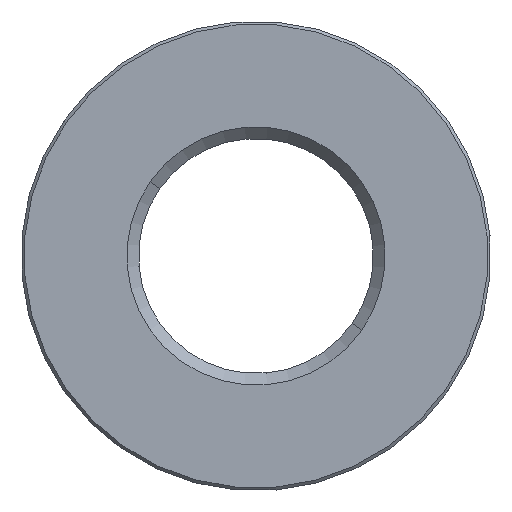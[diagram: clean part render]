
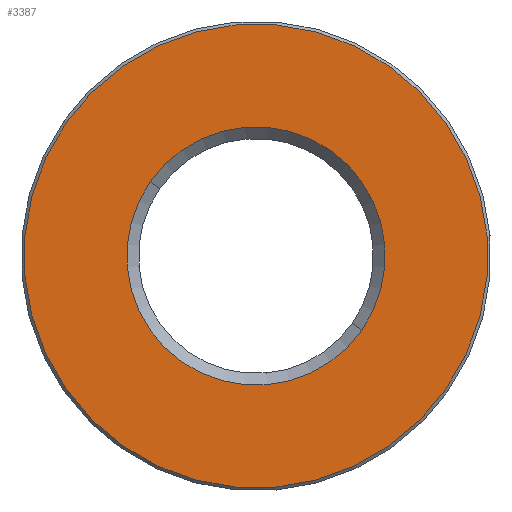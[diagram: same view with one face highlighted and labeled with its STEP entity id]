
A CAD part, front view. The second image highlights one B-rep face of the part: STEP entity #3387.
In plain terms, the highlighted planar face has unit normal (0, -1, 0).
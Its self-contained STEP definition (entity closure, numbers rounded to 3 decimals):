
#89 = FACE_BOUND ( 'NONE', #4351, .T. ) ;
#317 = CARTESIAN_POINT ( 'NONE',  ( 0., -5.25, 0. ) ) ;
#366 = ORIENTED_EDGE ( 'NONE', *, *, #3993, .T. ) ;
#857 = CARTESIAN_POINT ( 'NONE',  ( 0., -5.25, 0. ) ) ;
#1131 = VERTEX_POINT ( 'NONE', #3425 ) ;
#1352 = DIRECTION ( 'NONE',  ( 0., 0., 1. ) ) ;
#1440 = EDGE_CURVE ( 'NONE', #1131, #4764, #3914, .T. ) ;
#1715 = DIRECTION ( 'NONE',  ( 0., -1., 0. ) ) ;
#1814 = DIRECTION ( 'NONE',  ( 0., 0., 1. ) ) ;
#1848 = CARTESIAN_POINT ( 'NONE',  ( 0., -5.25, 0. ) ) ;
#2182 = VERTEX_POINT ( 'NONE', #3599 ) ;
#2463 = CARTESIAN_POINT ( 'NONE',  ( 0., -5.25, -4.4 ) ) ;
#2656 = FACE_OUTER_BOUND ( 'NONE', #2695, .T. ) ;
#2695 = EDGE_LOOP ( 'NONE', ( #3728, #366 ) ) ;
#2751 = AXIS2_PLACEMENT_3D ( 'NONE', #317, #1715, #5587 ) ;
#2818 = DIRECTION ( 'NONE',  ( 0., 0., 1. ) ) ;
#3387 = ADVANCED_FACE ( 'NONE', ( #2656, #89 ), #4700, .F. ) ;
#3425 = CARTESIAN_POINT ( 'NONE',  ( 0., -5.25, 4.4 ) ) ;
#3434 = CARTESIAN_POINT ( 'NONE',  ( 0., -5.25, 7.9 ) ) ;
#3533 = AXIS2_PLACEMENT_3D ( 'NONE', #4684, #3749, #1814 ) ;
#3599 = CARTESIAN_POINT ( 'NONE',  ( 0., -5.25, -7.9 ) ) ;
#3728 = ORIENTED_EDGE ( 'NONE', *, *, #5646, .T. ) ;
#3733 = AXIS2_PLACEMENT_3D ( 'NONE', #857, #5746, #4708 ) ;
#3749 = DIRECTION ( 'NONE',  ( 0., 1., 0. ) ) ;
#3767 = CARTESIAN_POINT ( 'NONE',  ( 0., -5.25, 0. ) ) ;
#3784 = ORIENTED_EDGE ( 'NONE', *, *, #5649, .T. ) ;
#3914 = CIRCLE ( 'NONE', #5051, 4.4 ) ;
#3993 = EDGE_CURVE ( 'NONE', #2182, #5808, #4597, .T. ) ;
#4139 = ORIENTED_EDGE ( 'NONE', *, *, #1440, .T. ) ;
#4342 = AXIS2_PLACEMENT_3D ( 'NONE', #3767, #5223, #2818 ) ;
#4351 = EDGE_LOOP ( 'NONE', ( #3784, #4139 ) ) ;
#4597 = CIRCLE ( 'NONE', #2751, 7.9 ) ;
#4684 = CARTESIAN_POINT ( 'NONE',  ( 4., -5.25, 0. ) ) ;
#4700 = PLANE ( 'NONE',  #3533 ) ;
#4708 = DIRECTION ( 'NONE',  ( 0., 0., 1. ) ) ;
#4764 = VERTEX_POINT ( 'NONE', #2463 ) ;
#5051 = AXIS2_PLACEMENT_3D ( 'NONE', #1848, #5697, #1352 ) ;
#5099 = CIRCLE ( 'NONE', #4342, 4.4 ) ;
#5223 = DIRECTION ( 'NONE',  ( 0., 1., 0. ) ) ;
#5331 = CIRCLE ( 'NONE', #3733, 7.9 ) ;
#5587 = DIRECTION ( 'NONE',  ( 0., 0., 1. ) ) ;
#5646 = EDGE_CURVE ( 'NONE', #5808, #2182, #5331, .T. ) ;
#5649 = EDGE_CURVE ( 'NONE', #4764, #1131, #5099, .T. ) ;
#5697 = DIRECTION ( 'NONE',  ( 0., 1., 0. ) ) ;
#5746 = DIRECTION ( 'NONE',  ( 0., -1., 0. ) ) ;
#5808 = VERTEX_POINT ( 'NONE', #3434 ) ;
